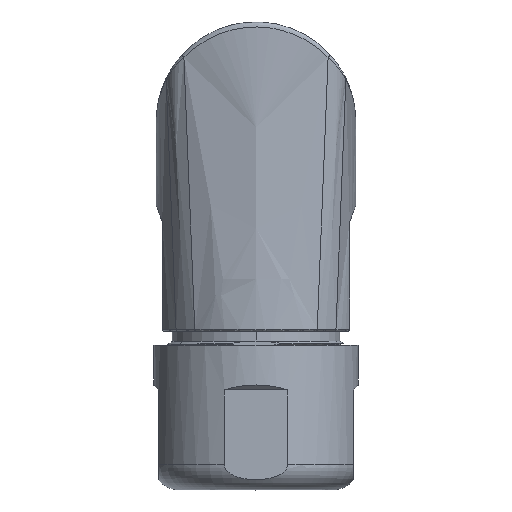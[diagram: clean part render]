
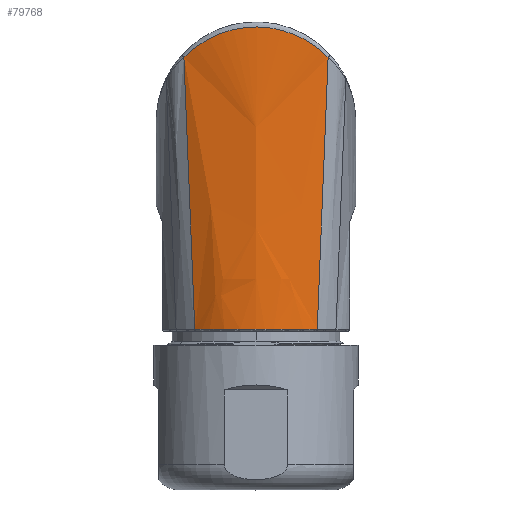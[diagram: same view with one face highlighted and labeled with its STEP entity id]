
A CAD part, top view. The second image highlights one B-rep face of the part: STEP entity #79768.
In plain terms, the highlighted free-form (B-spline) face has degree [3, 3] with [7, 4] control points.
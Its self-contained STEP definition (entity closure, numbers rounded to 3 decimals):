
#16592=CARTESIAN_POINT('',(-7.228,6.419,
9.231));
#16635=CARTESIAN_POINT('',(-7.228,6.419,
9.231));
#16636=CARTESIAN_POINT('',(-6.317,7.369,
9.593));
#16637=CARTESIAN_POINT('',(-4.089,8.923,
10.218));
#16638=CARTESIAN_POINT('',(0.,9.777,
10.563));
#16639=CARTESIAN_POINT('',(4.088,8.923,10.218));
#16640=CARTESIAN_POINT('',(6.317,7.37,9.593));
#16641=CARTESIAN_POINT('',(7.228,6.42,9.231));
#16643=CARTESIAN_POINT('',(6.137,-20.813,
7.91));
#16644=CARTESIAN_POINT('',(5.702,-20.811,
8.246));
#16645=CARTESIAN_POINT('',(4.776,-20.808,
8.846));
#16646=CARTESIAN_POINT('',(3.259,-20.805,
9.507));
#16647=CARTESIAN_POINT('',(1.653,-20.803,
9.912));
#16648=CARTESIAN_POINT('',(0.553,-20.803,
10.003));
#16649=CARTESIAN_POINT('',(0.002,-20.803,
10.003));
#16651=CARTESIAN_POINT('',(0.002,-20.803,
10.003));
#16652=CARTESIAN_POINT('',(-0.548,-20.803,
10.003));
#16653=CARTESIAN_POINT('',(-1.65,-20.803,
9.912));
#16654=CARTESIAN_POINT('',(-3.257,-20.805,
9.508));
#16655=CARTESIAN_POINT('',(-4.775,-20.808,
8.847));
#16656=CARTESIAN_POINT('',(-5.702,-20.811,
8.246));
#16657=CARTESIAN_POINT('',(-6.137,-20.813,
7.91));
#16659=DIRECTION('',(-0.04,0.998,0.048));
#16660=VECTOR('',#16659,27.286);
#16661=CARTESIAN_POINT('',(-6.137,-20.813,
7.91));
#16662=LINE('',#16661,#16660);
#16709=DIRECTION('',(0.04,0.998,0.048));
#16710=VECTOR('',#16709,27.287);
#16711=CARTESIAN_POINT('',(6.137,-20.813,
7.91));
#16712=LINE('',#16711,#16710);
#50376=VERTEX_POINT('',#16592);
#50377=CARTESIAN_POINT('',(-6.137,-20.813,
7.91));
#50378=VERTEX_POINT('',#50377);
#50380=VERTEX_POINT('',#16641);
#50381=CARTESIAN_POINT('',(6.137,-20.813,
7.91));
#50382=VERTEX_POINT('',#50381);
#50383=VERTEX_POINT('',#16651);
#79728=CARTESIAN_POINT('',(6.318,-21.419,
7.715));
#79729=CARTESIAN_POINT('',(6.766,-10.913,
8.251));
#79730=CARTESIAN_POINT('',(7.214,-0.407,
8.788));
#79731=CARTESIAN_POINT('',(7.661,10.099,9.324));
#79732=CARTESIAN_POINT('',(6.251,-21.419,
7.771));
#79733=CARTESIAN_POINT('',(6.689,-10.913,
8.298));
#79734=CARTESIAN_POINT('',(7.128,-0.407,
8.826));
#79735=CARTESIAN_POINT('',(7.566,10.099,9.353));
#79736=CARTESIAN_POINT('',(4.473,-21.419,
9.206));
#79737=CARTESIAN_POINT('',(4.676,-10.913,
9.5));
#79738=CARTESIAN_POINT('',(4.879,-0.407,
9.795));
#79739=CARTESIAN_POINT('',(5.082,10.099,10.089));
#79740=CARTESIAN_POINT('',(0.,-21.419,
10.751));
#79741=CARTESIAN_POINT('',(0.,-10.913,
10.771));
#79742=CARTESIAN_POINT('',(0.,-0.407,
10.791));
#79743=CARTESIAN_POINT('',(0.,10.099,
10.811));
#79744=CARTESIAN_POINT('',(-4.473,-21.419,
9.206));
#79745=CARTESIAN_POINT('',(-4.676,-10.913,
9.5));
#79746=CARTESIAN_POINT('',(-4.879,-0.407,
9.795));
#79747=CARTESIAN_POINT('',(-5.082,10.099,
10.089));
#79748=CARTESIAN_POINT('',(-6.251,-21.419,
7.771));
#79749=CARTESIAN_POINT('',(-6.689,-10.913,
8.298));
#79750=CARTESIAN_POINT('',(-7.128,-0.407,
8.826));
#79751=CARTESIAN_POINT('',(-7.566,10.099,
9.353));
#79752=CARTESIAN_POINT('',(-6.318,-21.419,
7.715));
#79753=CARTESIAN_POINT('',(-6.766,-10.913,
8.251));
#79754=CARTESIAN_POINT('',(-7.214,-0.407,
8.788));
#79755=CARTESIAN_POINT('',(-7.661,10.099,
9.324));
#79756=B_SPLINE_SURFACE_WITH_KNOTS('',3,3,((#79728,#79729,#79730,#79731),
(#79732,#79733,#79734,#79735),(#79736,#79737,#79738,#79739),(#79740,#79741,
#79742,#79743),(#79744,#79745,#79746,#79747),(#79748,#79749,#79750,#79751),(
#79752,#79753,#79754,#79755)),.UNSPECIFIED.,.F.,.F.,.F.,(4,1,1,1,4),(4,4),(
-0.02,0.,0.5,1.,1.02),(0.,
1.),.UNSPECIFIED.);
#79758=ORIENTED_EDGE('',*,*,#79757,.T.);
#79760=ORIENTED_EDGE('',*,*,#79759,.F.);
#79762=ORIENTED_EDGE('',*,*,#79761,.T.);
#79764=ORIENTED_EDGE('',*,*,#79763,.T.);
#79765=ORIENTED_EDGE('',*,*,#79718,.T.);
#79766=EDGE_LOOP('',(#79758,#79760,#79762,#79764,#79765));
#79767=FACE_OUTER_BOUND('',#79766,.F.);
#79768=ADVANCED_FACE('',(#79767),#79756,.F.);
#16642=B_SPLINE_CURVE_WITH_KNOTS('',3,(#16635,#16636,#16637,#16638,#16639,
#16640,#16641),.UNSPECIFIED.,.F.,.F.,(4,1,1,1,4),(0.,0.25,0.5,0.75,
1.),.UNSPECIFIED.);
#16650=B_SPLINE_CURVE_WITH_KNOTS('',3,(#16643,#16644,#16645,#16646,#16647,
#16648,#16649),.UNSPECIFIED.,.F.,.F.,(4,1,1,1,4),(0.,0.25,0.5,0.75,
1.),.UNSPECIFIED.);
#16658=B_SPLINE_CURVE_WITH_KNOTS('',3,(#16651,#16652,#16653,#16654,#16655,
#16656,#16657),.UNSPECIFIED.,.F.,.F.,(4,1,1,1,4),(0.,0.25,0.5,0.75,
1.),.UNSPECIFIED.);
#79718=EDGE_CURVE('',#50378,#50376,#16662,.T.);
#79757=EDGE_CURVE('',#50376,#50380,#16642,.T.);
#79759=EDGE_CURVE('',#50382,#50380,#16712,.T.);
#79761=EDGE_CURVE('',#50382,#50383,#16650,.T.);
#79763=EDGE_CURVE('',#50383,#50378,#16658,.T.);
